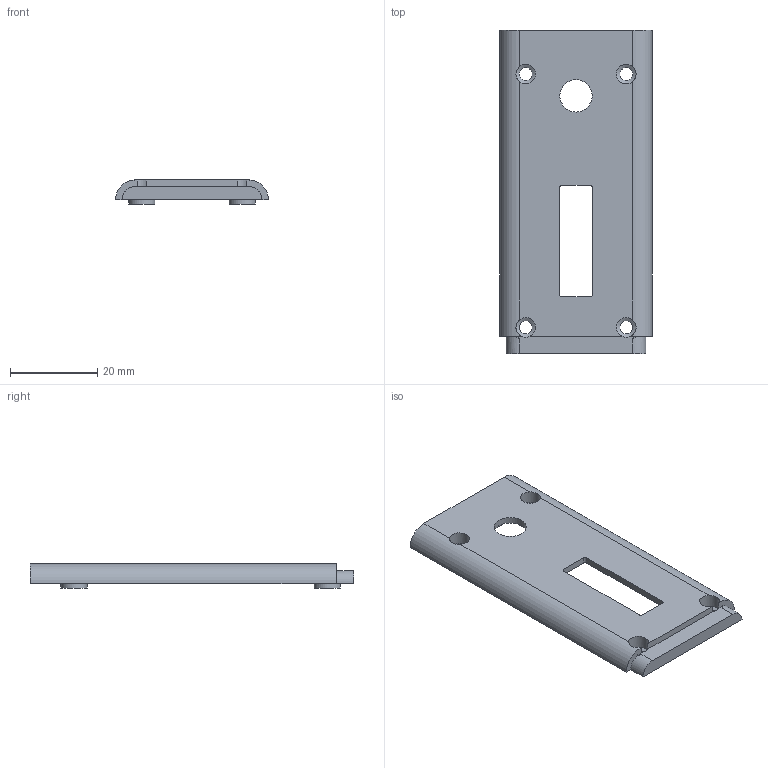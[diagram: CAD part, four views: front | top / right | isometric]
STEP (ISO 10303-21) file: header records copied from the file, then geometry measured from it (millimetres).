
FILE_DESCRIPTION(/* description */ (''),/* implementation_level */ '2;1');
FILE_NAME(/* name */ 'faceplate.stp',/* time_stamp */ '2024-08-21T18:37:13-07:00',/* author */ ('devan'),/* organization */ (''),/* preprocessor_version */ 'ST-DEVELOPER v20',/* originating_system */ 'Autodesk Inventor 2025',/* authorisation */ '');
FILE_SCHEMA (('AUTOMOTIVE_DESIGN { 1 0 10303 214 3 1 1 }'));
Length unit declared in the file: millimetre
Products named in the file (1): faceplate
Bounding box: 35 x 74 x 5.5 mm (x, y, z)
Volume: 4493.6 mm3; surface area: 6875.6 mm2
Topology: 1 solids, 1 shells, 74 faces, 207 edges, 134 vertices
Faces by surface type: plane 43, cylinder 27, cone 4
Full cylindrical faces by diameter (mm): 3 x4, 4.5 x4, 6 x4, 7.4 x1
Entity records: 2548 total; most frequent: CARTESIAN_POINT 553, ORIENTED_EDGE 414, DIRECTION 401, EDGE_CURVE 207, VERTEX_POINT 134, AXIS2_PLACEMENT_3D 134, LINE 133, VECTOR 133
